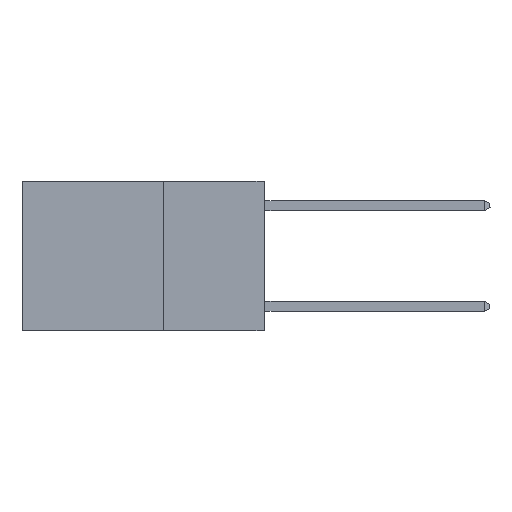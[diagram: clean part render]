
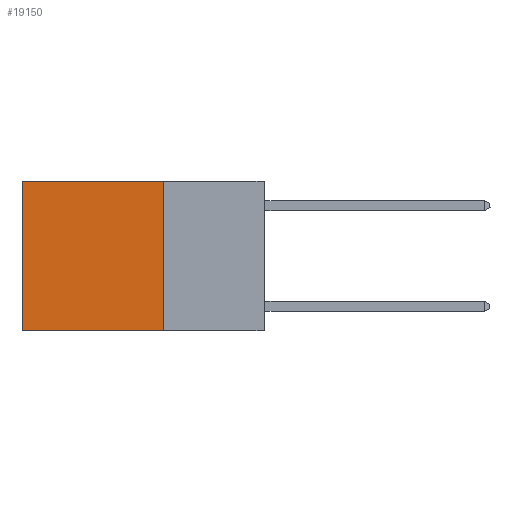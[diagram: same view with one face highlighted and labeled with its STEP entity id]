
A CAD part, left-side view. The second image highlights one B-rep face of the part: STEP entity #19150.
In plain terms, the highlighted planar face has unit normal (-1, 0, 0).
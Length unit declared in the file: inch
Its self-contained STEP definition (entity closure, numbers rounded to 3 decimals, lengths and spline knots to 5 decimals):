
#892 = CARTESIAN_POINT ( 'NONE',  ( 0.2625, 0.6, 0. ) ) ;
#1355 = LINE ( 'NONE', #10748, #17755 ) ;
#2023 = EDGE_CURVE ( 'NONE', #8127, #6092, #1355, .T. ) ;
#2718 = PLANE ( 'NONE',  #6584 ) ;
#3406 = CARTESIAN_POINT ( 'NONE',  ( 0.2625, 0.25, 0. ) ) ;
#3482 = DIRECTION ( 'NONE',  ( 0., 0., -1. ) ) ;
#3852 = ORIENTED_EDGE ( 'NONE', *, *, #2023, .F. ) ;
#3880 = DIRECTION ( 'NONE',  ( 0., 0., -1. ) ) ;
#5279 = CARTESIAN_POINT ( 'NONE',  ( 0.2625, 0.25, -0.37 ) ) ;
#5303 = LINE ( 'NONE', #6053, #15036 ) ;
#5592 = CARTESIAN_POINT ( 'NONE',  ( 0.2625, 0.6, 0. ) ) ;
#6053 = CARTESIAN_POINT ( 'NONE',  ( 0.2625, 0.25, 0. ) ) ;
#6092 = VERTEX_POINT ( 'NONE', #5279 ) ;
#6519 = CARTESIAN_POINT ( 'NONE',  ( 0.2625, 0.6, -0.37 ) ) ;
#6577 = CARTESIAN_POINT ( 'NONE',  ( 0.2625, 0.25, 0. ) ) ;
#6584 = AXIS2_PLACEMENT_3D ( 'NONE', #6577, #17456, #3482 ) ;
#6797 = CARTESIAN_POINT ( 'NONE',  ( 0.2625, 0.25, -0.37 ) ) ;
#7728 = ORIENTED_EDGE ( 'NONE', *, *, #19936, .T. ) ;
#8046 = DIRECTION ( 'NONE',  ( 0., 0., -1. ) ) ;
#8127 = VERTEX_POINT ( 'NONE', #3406 ) ;
#8264 = EDGE_CURVE ( 'NONE', #20904, #10289, #10889, .T. ) ;
#9705 = ORIENTED_EDGE ( 'NONE', *, *, #12696, .F. ) ;
#9770 = VECTOR ( 'NONE', #8046, 39.37008 ) ;
#10289 = VERTEX_POINT ( 'NONE', #6519 ) ;
#10674 = VECTOR ( 'NONE', #14189, 39.37008 ) ;
#10748 = CARTESIAN_POINT ( 'NONE',  ( 0.2625, 0.25, 0. ) ) ;
#10889 = LINE ( 'NONE', #892, #9770 ) ;
#11448 = FACE_OUTER_BOUND ( 'NONE', #22748, .T. ) ;
#12696 = EDGE_CURVE ( 'NONE', #6092, #10289, #15359, .T. ) ;
#14189 = DIRECTION ( 'NONE',  ( 0., 1., 0. ) ) ;
#15036 = VECTOR ( 'NONE', #18456, 39.37008 ) ;
#15359 = LINE ( 'NONE', #6797, #10674 ) ;
#17456 = DIRECTION ( 'NONE',  ( 1., 0., 0. ) ) ;
#17755 = VECTOR ( 'NONE', #3880, 39.37008 ) ;
#18456 = DIRECTION ( 'NONE',  ( 0., 1., 0. ) ) ;
#19150 = ADVANCED_FACE ( 'NONE', ( #11448 ), #2718, .F. ) ;
#19936 = EDGE_CURVE ( 'NONE', #8127, #20904, #5303, .T. ) ;
#20904 = VERTEX_POINT ( 'NONE', #5592 ) ;
#21996 = ORIENTED_EDGE ( 'NONE', *, *, #8264, .T. ) ;
#22748 = EDGE_LOOP ( 'NONE', ( #21996, #9705, #3852, #7728 ) ) ;
